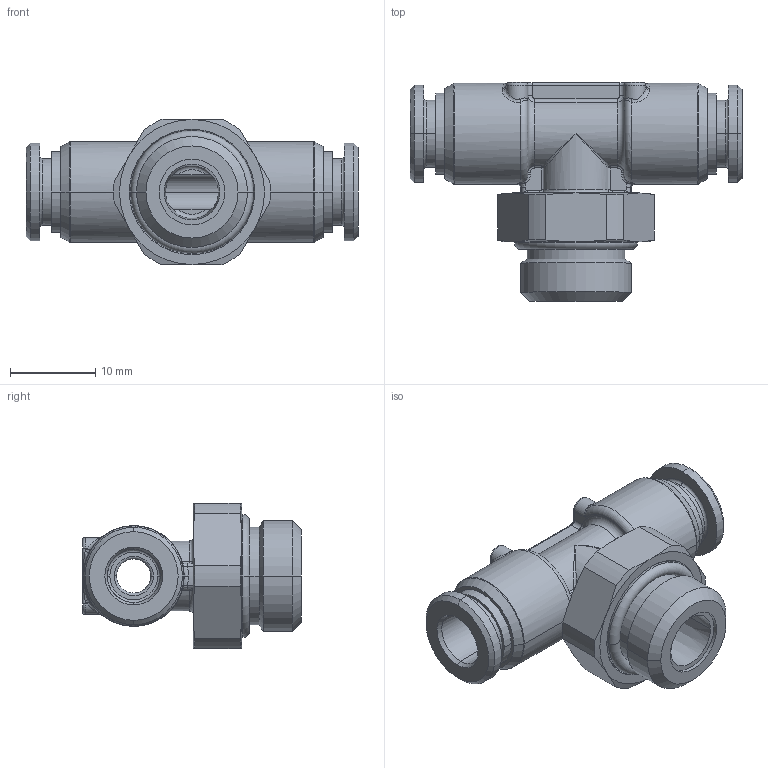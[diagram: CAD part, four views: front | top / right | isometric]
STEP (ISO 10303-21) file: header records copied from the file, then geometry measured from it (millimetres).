
FILE_DESCRIPTION(( 'MXM.21.06.14.stp' ), '1');
FILE_NAME( 'MXM.21.06.14.stp', '2018-09-04T16:08:34',( 'Sopra'),('sopra-pneumatic.com'), 'SwSTEP 2.0','SolidWorks 2009','' );
FILE_SCHEMA(('CONFIG_CONTROL_DESIGN'));
Length unit declared in the file: millimetre
Products named in the file (1): 384308B_921X4M-6FF-1-4
Bounding box: 38.9 x 25.65 x 17 mm (x, y, z)
Volume: 4213.1 mm3; surface area: 4408.4 mm2
Topology: 2 solids, 2 shells, 289 faces, 665 edges, 386 vertices
Faces by surface type: cylinder 86, bspline 56, torus 54, plane 45, cone 44, sphere 4
Entity records: 11318 total; most frequent: CARTESIAN_POINT 5023, ORIENTED_EDGE 1330, DIRECTION 1317, EDGE_CURVE 665, AXIS2_PLACEMENT_3D 573, VERTEX_POINT 386, CIRCLE 340, EDGE_LOOP 309
